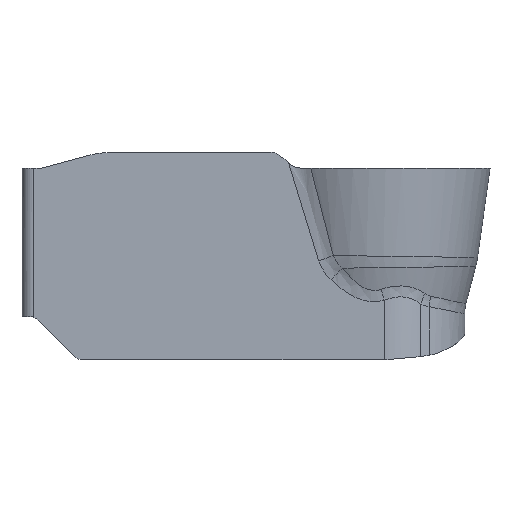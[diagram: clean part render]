
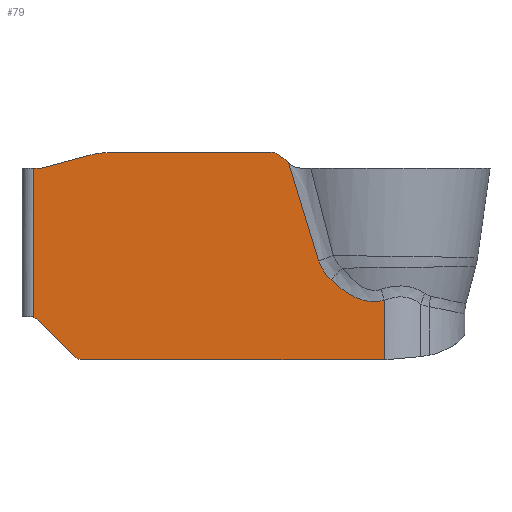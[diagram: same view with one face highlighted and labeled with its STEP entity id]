
A CAD part, left-side view. The second image highlights one B-rep face of the part: STEP entity #79.
In plain terms, the highlighted planar face has unit normal (-1, 0, 0).
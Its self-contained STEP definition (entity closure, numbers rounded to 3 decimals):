
#79=ADVANCED_FACE('',(#147),#132,.T.);
#132=PLANE('',#966);
#147=FACE_OUTER_BOUND('',#200,.T.);
#200=EDGE_LOOP('',(#281,#282,#283,#284,#285,#286,#287,#288,#289,#290,#291,
#292,#293,#294,#295,#296));
#253=CIRCLE('',#961,0.3);
#254=CIRCLE('',#962,2.05);
#255=CIRCLE('',#963,0.05);
#256=CIRCLE('',#964,0.3);
#257=CIRCLE('',#965,0.25);
#281=ORIENTED_EDGE('',*,*,#629,.F.);
#282=ORIENTED_EDGE('',*,*,#630,.T.);
#283=ORIENTED_EDGE('',*,*,#631,.T.);
#284=ORIENTED_EDGE('',*,*,#632,.T.);
#285=ORIENTED_EDGE('',*,*,#633,.T.);
#286=ORIENTED_EDGE('',*,*,#634,.F.);
#287=ORIENTED_EDGE('',*,*,#635,.F.);
#288=ORIENTED_EDGE('',*,*,#636,.F.);
#289=ORIENTED_EDGE('',*,*,#637,.F.);
#290=ORIENTED_EDGE('',*,*,#638,.F.);
#291=ORIENTED_EDGE('',*,*,#639,.F.);
#292=ORIENTED_EDGE('',*,*,#640,.F.);
#293=ORIENTED_EDGE('',*,*,#641,.T.);
#294=ORIENTED_EDGE('',*,*,#642,.F.);
#295=ORIENTED_EDGE('',*,*,#643,.F.);
#296=ORIENTED_EDGE('',*,*,#644,.F.);
#547=VERTEX_POINT('',#1240);
#548=VERTEX_POINT('',#1241);
#549=VERTEX_POINT('',#1243);
#550=VERTEX_POINT('',#1257);
#551=VERTEX_POINT('',#1265);
#552=VERTEX_POINT('',#1273);
#553=VERTEX_POINT('',#1275);
#554=VERTEX_POINT('',#1277);
#555=VERTEX_POINT('',#1279);
#556=VERTEX_POINT('',#1281);
#557=VERTEX_POINT('',#1283);
#558=VERTEX_POINT('',#1285);
#559=VERTEX_POINT('',#1287);
#560=VERTEX_POINT('',#1289);
#561=VERTEX_POINT('',#1291);
#562=VERTEX_POINT('',#1293);
#629=EDGE_CURVE('',#547,#548,#762,.T.);
#630=EDGE_CURVE('',#547,#549,#763,.T.);
#631=EDGE_CURVE('',#549,#550,#877,.T.);
#632=EDGE_CURVE('',#550,#551,#878,.T.);
#633=EDGE_CURVE('',#551,#552,#879,.T.);
#634=EDGE_CURVE('',#553,#552,#764,.T.);
#635=EDGE_CURVE('',#554,#553,#253,.T.);
#636=EDGE_CURVE('',#555,#554,#765,.T.);
#637=EDGE_CURVE('',#556,#555,#254,.T.);
#638=EDGE_CURVE('',#557,#556,#766,.T.);
#639=EDGE_CURVE('',#558,#557,#255,.T.);
#640=EDGE_CURVE('',#559,#558,#767,.T.);
#641=EDGE_CURVE('',#559,#560,#768,.T.);
#642=EDGE_CURVE('',#561,#560,#256,.T.);
#643=EDGE_CURVE('',#562,#561,#769,.T.);
#644=EDGE_CURVE('',#548,#562,#257,.T.);
#762=LINE('',#1239,#810);
#763=LINE('',#1242,#811);
#764=LINE('',#1274,#812);
#765=LINE('',#1278,#813);
#766=LINE('',#1282,#814);
#767=LINE('',#1286,#815);
#768=LINE('',#1288,#816);
#769=LINE('',#1292,#817);
#810=VECTOR('',#1025,1.);
#811=VECTOR('',#1026,1.);
#812=VECTOR('',#1027,1.);
#813=VECTOR('',#1030,1.);
#814=VECTOR('',#1033,1.);
#815=VECTOR('',#1036,1.);
#816=VECTOR('',#1037,1.);
#817=VECTOR('',#1040,1.);
#877=B_SPLINE_CURVE_WITH_KNOTS('',3,(#1244,#1245,#1246,#1247,#1248,#1249,
#1250,#1251,#1252,#1253,#1254,#1255,#1256),.UNSPECIFIED.,.F.,.F.,(4,3,3,
3,4),(0.,0.231,0.461,0.843,1.),
 .UNSPECIFIED.);
#878=B_SPLINE_CURVE_WITH_KNOTS('',3,(#1258,#1259,#1260,#1261,#1262,#1263,
#1264),.UNSPECIFIED.,.F.,.F.,(4,3,4),(0.,0.268,1.),
 .UNSPECIFIED.);
#879=B_SPLINE_CURVE_WITH_KNOTS('',3,(#1266,#1267,#1268,#1269,#1270,#1271,
#1272),.UNSPECIFIED.,.F.,.F.,(4,3,4),(0.,0.709,1.),
 .UNSPECIFIED.);
#961=AXIS2_PLACEMENT_3D('',#1276,#1028,#1029);
#962=AXIS2_PLACEMENT_3D('',#1280,#1031,#1032);
#963=AXIS2_PLACEMENT_3D('',#1284,#1034,#1035);
#964=AXIS2_PLACEMENT_3D('',#1290,#1038,#1039);
#965=AXIS2_PLACEMENT_3D('',#1294,#1041,#1042);
#966=AXIS2_PLACEMENT_3D('',#1295,#1043,#1044);
#1025=DIRECTION('',(0.,1.,0.));
#1026=DIRECTION('',(0.,0.,1.));
#1027=DIRECTION('',(0.,-0.766,-0.643));
#1028=DIRECTION('',(1.,0.,0.));
#1029=DIRECTION('',(0.,0.,1.));
#1030=DIRECTION('',(0.,-1.,0.));
#1031=DIRECTION('',(1.,0.,0.));
#1032=DIRECTION('',(0.,0.,1.));
#1033=DIRECTION('',(0.,-0.966,0.259));
#1034=DIRECTION('',(-1.,0.,0.));
#1035=DIRECTION('',(0.,0.,1.));
#1036=DIRECTION('',(0.,-1.,0.));
#1037=DIRECTION('',(0.,0.,-1.));
#1038=DIRECTION('',(-1.,0.,0.));
#1039=DIRECTION('',(0.,0.,1.));
#1040=DIRECTION('',(0.,0.707,0.707));
#1041=DIRECTION('',(1.,0.,0.));
#1042=DIRECTION('',(0.,0.,1.));
#1043=DIRECTION('',(-1.,0.,0.));
#1044=DIRECTION('',(0.,0.,1.));
#1239=CARTESIAN_POINT('',(-2.4,6.,-4.904));
#1240=CARTESIAN_POINT('',(-2.4,-3.285,-4.904));
#1241=CARTESIAN_POINT('',(-2.4,4.472,-4.904));
#1242=CARTESIAN_POINT('',(-2.4,-3.285,-11.104));
#1243=CARTESIAN_POINT('',(-2.4,-3.285,-3.388));
#1244=CARTESIAN_POINT('',(-2.4,-3.285,-3.388));
#1245=CARTESIAN_POINT('',(-2.4,-3.171,-3.417));
#1246=CARTESIAN_POINT('',(-2.4,-3.051,-3.427));
#1247=CARTESIAN_POINT('',(-2.4,-2.934,-3.416));
#1248=CARTESIAN_POINT('',(-2.4,-2.818,-3.406));
#1249=CARTESIAN_POINT('',(-2.4,-2.702,-3.375));
#1250=CARTESIAN_POINT('',(-2.4,-2.594,-3.33));
#1251=CARTESIAN_POINT('',(-2.4,-2.414,-3.257));
#1252=CARTESIAN_POINT('',(-2.4,-2.249,-3.146));
#1253=CARTESIAN_POINT('',(-2.4,-2.1,-3.022));
#1254=CARTESIAN_POINT('',(-2.4,-2.038,-2.97));
#1255=CARTESIAN_POINT('',(-2.4,-1.979,-2.916));
#1256=CARTESIAN_POINT('',(-2.4,-1.921,-2.861));
#1257=CARTESIAN_POINT('',(-2.4,-1.921,-2.861));
#1258=CARTESIAN_POINT('',(-2.4,-1.921,-2.861));
#1259=CARTESIAN_POINT('',(-2.4,-1.884,-2.824));
#1260=CARTESIAN_POINT('',(-2.4,-1.848,-2.786));
#1261=CARTESIAN_POINT('',(-2.4,-1.815,-2.745));
#1262=CARTESIAN_POINT('',(-2.4,-1.725,-2.636));
#1263=CARTESIAN_POINT('',(-2.4,-1.652,-2.51));
#1264=CARTESIAN_POINT('',(-2.4,-1.603,-2.378));
#1265=CARTESIAN_POINT('',(-2.4,-1.603,-2.378));
#1266=CARTESIAN_POINT('',(-2.4,-1.603,-2.378));
#1267=CARTESIAN_POINT('',(-2.4,-1.387,-1.793));
#1268=CARTESIAN_POINT('',(-2.4,-1.206,-1.196));
#1269=CARTESIAN_POINT('',(-2.4,-1.037,-0.597));
#1270=CARTESIAN_POINT('',(-2.4,-0.968,-0.35));
#1271=CARTESIAN_POINT('',(-2.4,-0.898,-0.103));
#1272=CARTESIAN_POINT('',(-2.4,-0.829,0.144));
#1273=CARTESIAN_POINT('',(-2.4,-0.829,0.144));
#1274=CARTESIAN_POINT('',(-2.4,-2.36,-1.141));
#1275=CARTESIAN_POINT('',(-2.4,-0.602,0.334));
#1276=CARTESIAN_POINT('',(-2.4,-0.409,0.104));
#1277=CARTESIAN_POINT('',(-2.4,-0.409,0.404));
#1278=CARTESIAN_POINT('',(-2.4,6.,0.404));
#1279=CARTESIAN_POINT('',(-2.4,3.731,0.404));
#1280=CARTESIAN_POINT('',(-2.4,3.731,-1.645));
#1281=CARTESIAN_POINT('',(-2.4,4.261,0.335));
#1282=CARTESIAN_POINT('',(-2.4,8.743,-0.866));
#1283=CARTESIAN_POINT('',(-2.4,5.487,0.006));
#1284=CARTESIAN_POINT('',(-2.4,5.5,0.055));
#1285=CARTESIAN_POINT('',(-2.4,5.5,0.004));
#1286=CARTESIAN_POINT('',(-2.4,6.,0.004));
#1287=CARTESIAN_POINT('',(-2.4,5.7,0.004));
#1288=CARTESIAN_POINT('',(-2.4,5.7,-11.104));
#1289=CARTESIAN_POINT('',(-2.4,5.7,-3.822));
#1290=CARTESIAN_POINT('',(-2.4,5.8,-4.105));
#1291=CARTESIAN_POINT('',(-2.4,5.588,-3.892));
#1292=CARTESIAN_POINT('',(-2.4,2.188,-7.292));
#1293=CARTESIAN_POINT('',(-2.4,4.649,-4.831));
#1294=CARTESIAN_POINT('',(-2.4,4.472,-4.654));
#1295=CARTESIAN_POINT('',(-2.4,6.,-11.104));
